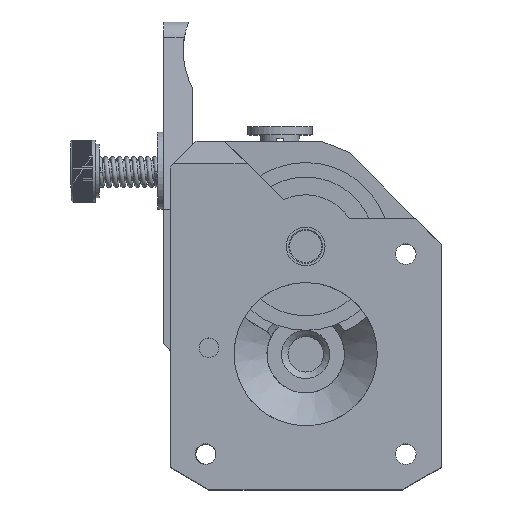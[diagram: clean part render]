
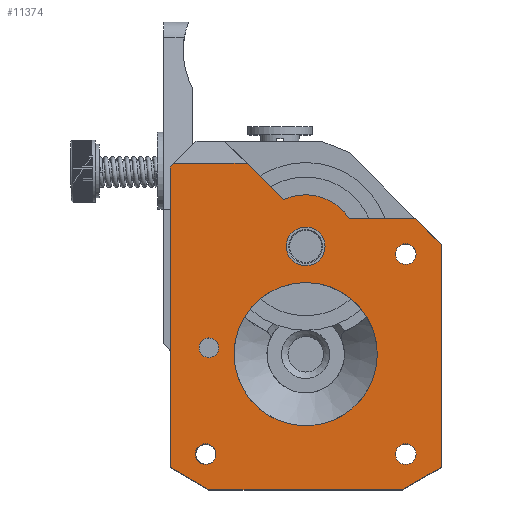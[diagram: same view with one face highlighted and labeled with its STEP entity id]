
A CAD part, top view. The second image highlights one B-rep face of the part: STEP entity #11374.
In plain terms, the highlighted face is planar.
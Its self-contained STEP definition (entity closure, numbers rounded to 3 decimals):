
#447=FACE_BOUND('',#1229,.T.);
#448=FACE_BOUND('',#1230,.T.);
#449=FACE_BOUND('',#1231,.T.);
#450=FACE_BOUND('',#1232,.T.);
#451=FACE_BOUND('',#1233,.T.);
#452=FACE_BOUND('',#1234,.T.);
#546=FACE_OUTER_BOUND('',#1228,.T.);
#1228=EDGE_LOOP('',(#7693,#7694,#7695,#7696,#7697,#7698,#7699,#7700,#7701,
#7702,#7703));
#1229=EDGE_LOOP('',(#7704));
#1230=EDGE_LOOP('',(#7705));
#1231=EDGE_LOOP('',(#7706));
#1232=EDGE_LOOP('',(#7707));
#1233=EDGE_LOOP('',(#7708));
#1234=EDGE_LOOP('',(#7709));
#1953=LINE('',#17392,#2969);
#1963=LINE('',#17413,#2979);
#1985=LINE('',#17484,#3001);
#1988=LINE('',#17489,#3004);
#1989=LINE('',#17492,#3005);
#1995=LINE('',#17520,#3011);
#1998=LINE('',#17525,#3014);
#1999=LINE('',#17527,#3015);
#2002=LINE('',#17539,#3018);
#2006=LINE('',#17550,#3022);
#2969=VECTOR('',#13612,1000.);
#2979=VECTOR('',#13626,1000.);
#3001=VECTOR('',#13692,1000.);
#3004=VECTOR('',#13697,1000.);
#3005=VECTOR('',#13700,1000.);
#3011=VECTOR('',#13734,1000.);
#3014=VECTOR('',#13739,1000.);
#3015=VECTOR('',#13742,1000.);
#3018=VECTOR('',#13753,1000.);
#3022=VECTOR('',#13767,1000.);
#3982=CIRCLE('',#12182,11.1);
#3984=CIRCLE('',#12185,1.6);
#3993=CIRCLE('',#12205,1.6);
#4009=CIRCLE('',#12235,7.996);
#4011=CIRCLE('',#12241,3.);
#4013=CIRCLE('',#12244,1.6);
#4021=CIRCLE('',#12261,1.525);
#4645=VERTEX_POINT('',#17367);
#4648=VERTEX_POINT('',#17376);
#4653=VERTEX_POINT('',#17389);
#4654=VERTEX_POINT('',#17391);
#4662=VERTEX_POINT('',#17410);
#4663=VERTEX_POINT('',#17412);
#4680=VERTEX_POINT('',#17459);
#4689=VERTEX_POINT('',#17481);
#4690=VERTEX_POINT('',#17483);
#4691=VERTEX_POINT('',#17487);
#4692=VERTEX_POINT('',#17491);
#4700=VERTEX_POINT('',#17519);
#4701=VERTEX_POINT('',#17523);
#4706=VERTEX_POINT('',#17538);
#4709=VERTEX_POINT('',#17555);
#4711=VERTEX_POINT('',#17561);
#4721=VERTEX_POINT('',#17610);
#5763=EDGE_CURVE('',#4645,#4645,#3982,.F.);
#5768=EDGE_CURVE('',#4648,#4648,#3984,.F.);
#5776=EDGE_CURVE('',#4653,#4654,#1953,.T.);
#5786=EDGE_CURVE('',#4663,#4662,#1963,.T.);
#5810=EDGE_CURVE('',#4680,#4680,#3993,.F.);
#5823=EDGE_CURVE('',#4690,#4689,#1985,.T.);
#5826=EDGE_CURVE('',#4690,#4691,#1988,.T.);
#5827=EDGE_CURVE('',#4691,#4692,#1989,.T.);
#5843=EDGE_CURVE('',#4654,#4700,#1995,.T.);
#5846=EDGE_CURVE('',#4701,#4700,#1998,.T.);
#5847=EDGE_CURVE('',#4701,#4689,#1999,.T.);
#5852=EDGE_CURVE('',#4706,#4692,#2002,.T.);
#5855=EDGE_CURVE('',#4653,#4663,#4009,.F.);
#5858=EDGE_CURVE('',#4706,#4662,#2006,.T.);
#5861=EDGE_CURVE('',#4709,#4709,#4011,.T.);
#5864=EDGE_CURVE('',#4711,#4711,#4013,.F.);
#5886=EDGE_CURVE('',#4721,#4721,#4021,.T.);
#7693=ORIENTED_EDGE('',*,*,#5823,.T.);
#7694=ORIENTED_EDGE('',*,*,#5847,.F.);
#7695=ORIENTED_EDGE('',*,*,#5846,.T.);
#7696=ORIENTED_EDGE('',*,*,#5843,.F.);
#7697=ORIENTED_EDGE('',*,*,#5776,.F.);
#7698=ORIENTED_EDGE('',*,*,#5855,.T.);
#7699=ORIENTED_EDGE('',*,*,#5786,.T.);
#7700=ORIENTED_EDGE('',*,*,#5858,.F.);
#7701=ORIENTED_EDGE('',*,*,#5852,.T.);
#7702=ORIENTED_EDGE('',*,*,#5827,.F.);
#7703=ORIENTED_EDGE('',*,*,#5826,.F.);
#7704=ORIENTED_EDGE('',*,*,#5886,.T.);
#7705=ORIENTED_EDGE('',*,*,#5763,.F.);
#7706=ORIENTED_EDGE('',*,*,#5768,.F.);
#7707=ORIENTED_EDGE('',*,*,#5861,.F.);
#7708=ORIENTED_EDGE('',*,*,#5810,.F.);
#7709=ORIENTED_EDGE('',*,*,#5864,.F.);
#10914=PLANE('',#12260);
#11374=ADVANCED_FACE('',(#546,#447,#448,#449,#450,#451,#452),#10914,.F.);
#12182=AXIS2_PLACEMENT_3D('',#17368,#13591,#13592);
#12185=AXIS2_PLACEMENT_3D('',#17377,#13600,#13601);
#12205=AXIS2_PLACEMENT_3D('',#17460,#13671,#13672);
#12235=AXIS2_PLACEMENT_3D('',#17544,#13758,#13759);
#12241=AXIS2_PLACEMENT_3D('',#17556,#13774,#13775);
#12244=AXIS2_PLACEMENT_3D('',#17562,#13781,#13782);
#12260=AXIS2_PLACEMENT_3D('',#17609,#13823,#13824);
#12261=AXIS2_PLACEMENT_3D('',#17611,#13825,#13826);
#13591=DIRECTION('center_axis',(0.,0.,1.));
#13592=DIRECTION('ref_axis',(1.,0.,0.));
#13600=DIRECTION('center_axis',(0.,0.,1.));
#13601=DIRECTION('ref_axis',(1.,0.,0.));
#13612=DIRECTION('',(-1.,0.,0.));
#13626=DIRECTION('',(0.707,0.707,0.));
#13671=DIRECTION('center_axis',(0.,0.,1.));
#13672=DIRECTION('ref_axis',(1.,0.,0.));
#13692=DIRECTION('',(-1.,0.,0.));
#13697=DIRECTION('',(0.866,0.5,0.));
#13700=DIRECTION('',(0.,1.,0.));
#13734=DIRECTION('',(-0.707,-0.707,0.));
#13739=DIRECTION('',(0.,1.,0.));
#13742=DIRECTION('',(0.866,-0.5,0.));
#13753=DIRECTION('',(0.707,-0.707,0.));
#13758=DIRECTION('center_axis',(0.,0.,1.));
#13759=DIRECTION('ref_axis',(1.,0.,0.));
#13767=DIRECTION('',(-1.,0.,0.));
#13774=DIRECTION('center_axis',(0.,0.,-1.));
#13775=DIRECTION('ref_axis',(1.,0.,0.));
#13781=DIRECTION('center_axis',(0.,0.,1.));
#13782=DIRECTION('ref_axis',(1.,0.,0.));
#13823=DIRECTION('center_axis',(0.,0.,1.));
#13824=DIRECTION('ref_axis',(1.,0.,0.));
#13825=DIRECTION('center_axis',(0.,0.,1.));
#13826=DIRECTION('ref_axis',(1.,0.,0.));
#17367=CARTESIAN_POINT('',(9.9,20.998,0.));
#17368=CARTESIAN_POINT('Origin',(21.,20.998,0.));
#17376=CARTESIAN_POINT('',(3.899,36.5,0.));
#17377=CARTESIAN_POINT('Origin',(5.499,36.5,0.));
#17389=CARTESIAN_POINT('',(14.254,42.,0.));
#17391=CARTESIAN_POINT('',(4.,42.,0.));
#17392=CARTESIAN_POINT('',(21.,42.,0.));
#17410=CARTESIAN_POINT('',(30.085,50.543,0.));
#17412=CARTESIAN_POINT('',(24.456,44.914,0.));
#17413=CARTESIAN_POINT('',(33.541,54.,0.));
#17459=CARTESIAN_POINT('',(34.9,5.5,0.));
#17460=CARTESIAN_POINT('Origin',(36.5,5.5,0.));
#17481=CARTESIAN_POINT('',(6.,0.,0.));
#17483=CARTESIAN_POINT('',(36.,0.,0.));
#17484=CARTESIAN_POINT('',(6.,0.,0.));
#17487=CARTESIAN_POINT('',(42.,3.465,0.));
#17489=CARTESIAN_POINT('',(36.444,0.256,0.));
#17491=CARTESIAN_POINT('',(42.,50.,0.));
#17492=CARTESIAN_POINT('',(42.,27.,0.));
#17519=CARTESIAN_POINT('',(0.,38.,0.));
#17520=CARTESIAN_POINT('',(5.,43.,0.));
#17523=CARTESIAN_POINT('',(0.,3.464,0.));
#17525=CARTESIAN_POINT('',(0.,38.,0.));
#17527=CARTESIAN_POINT('',(5.558,0.255,0.));
#17538=CARTESIAN_POINT('',(41.456,50.543,0.));
#17539=CARTESIAN_POINT('',(42.,50.,0.));
#17544=CARTESIAN_POINT('Origin',(20.998,37.704,0.));
#17550=CARTESIAN_POINT('',(42.,50.543,0.));
#17555=CARTESIAN_POINT('',(18.,37.7,0.));
#17556=CARTESIAN_POINT('Origin',(21.,37.7,0.));
#17561=CARTESIAN_POINT('',(3.899,5.5,0.));
#17562=CARTESIAN_POINT('Origin',(5.499,5.5,0.));
#17609=CARTESIAN_POINT('Origin',(21.,27.,0.));
#17610=CARTESIAN_POINT('',(34.475,21.99,0.));
#17611=CARTESIAN_POINT('Origin',(36.,21.99,0.));
